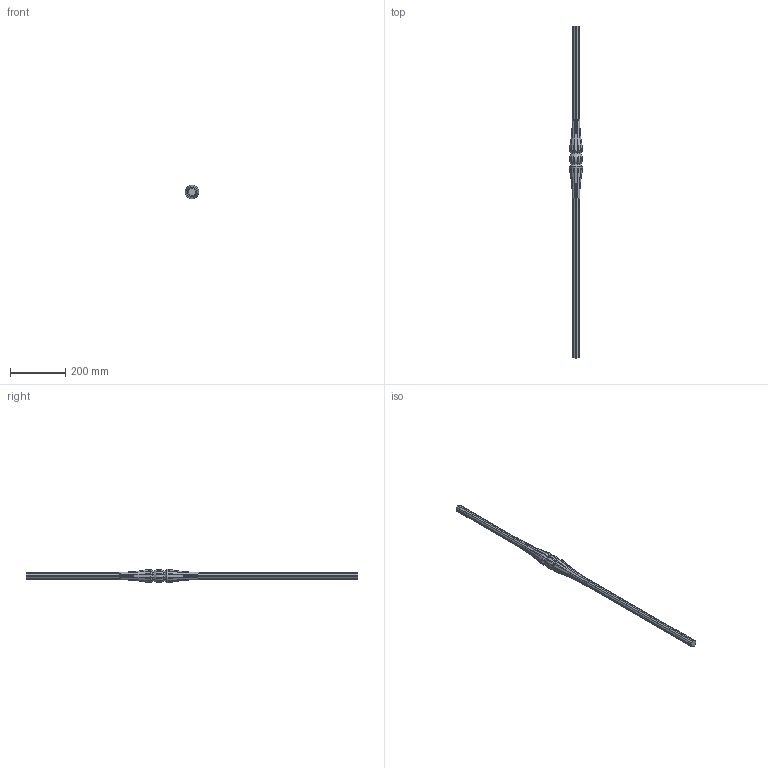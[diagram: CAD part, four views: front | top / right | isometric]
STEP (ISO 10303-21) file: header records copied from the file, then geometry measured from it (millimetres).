
FILE_DESCRIPTION (( 'STEP AP203' ), '1' );
FILE_NAME ('1013.STEP', '2023-05-12T07:55:42', ( '' ), ( '' ), 'SwSTEP 2.0', 'SolidWorks 2018', '' );
FILE_SCHEMA (( 'CONFIG_CONTROL_DESIGN' ));
Length unit declared in the file: millimetre
Products named in the file (1): 1013
Bounding box: 49.13 x 1200 x 49.13 mm (x, y, z)
Volume: 732278.9 mm3; surface area: 105855 mm2
Topology: 1 solids, 1 shells, 465 faces, 1290 edges, 844 vertices
Faces by surface type: plane 206, bspline 91, cylinder 84, torus 48, cone 24, sphere 12
Entity records: 20199 total; most frequent: CARTESIAN_POINT 9503, ORIENTED_EDGE 2580, DIRECTION 1618, EDGE_CURVE 1290, VERTEX_POINT 844, VECTOR 580, LINE 580, B_SPLINE_CURVE_WITH_KNOTS 566
